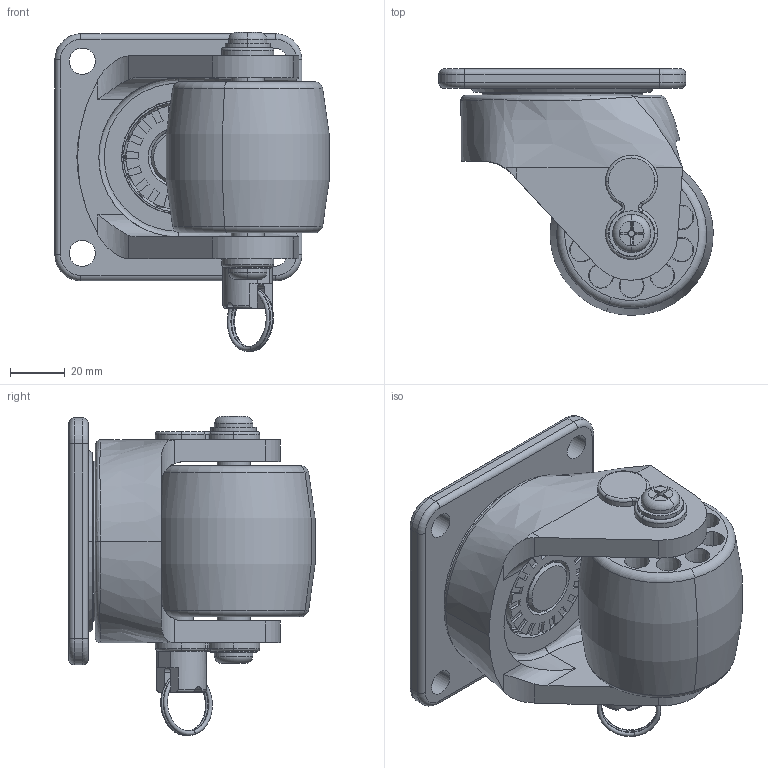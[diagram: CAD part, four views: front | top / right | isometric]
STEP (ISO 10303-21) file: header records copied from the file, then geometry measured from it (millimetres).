
FILE_DESCRIPTION (( 'STEP AP203' ), '1' );
FILE_NAME ('ACM-600FB ASSY R1.STEP', '2016-08-08T07:23:33', ( '' ), ( '' ), 'SwSTEP 2.0', 'SolidWorks 2016', '' );
FILE_SCHEMA (( 'CONFIG_CONTROL_DESIGN' ));
Length unit declared in the file: millimetre
Products named in the file (15): ACM-600FB ASSY R1; ACM-600F STEEL BALL-白6.37; ACM-600F NUT; ACM-600FB WHEEL(NYLON6); ACM-600FB BODY; ACM-600F TOP PLATE; ACM-600F PIN; BRAKE BLOCK_M14xP1.25_档搁摹荐(陛魂夸没馆康); ACM-600F PIN BOLT; new_PIN; ACM-600F STEEL BALL-白7.15; ring; ACM-600F Frame RING; ASSEMBLY2; ACM-600F Nut Ring
Assembly tree (49 placements, depth 3):
  ACM-600FB ASSY R1
    ACM-600FB BODY
    ACM-600F PIN
    ACM-600F PIN BOLT
    ACM-600F STEEL BALL-白7.15  x21
    ACM-600F Frame RING
    ACM-600F Nut Ring
    ACM-600F STEEL BALL-白6.37  x16
    ACM-600F NUT
    ACM-600FB WHEEL(NYLON6)
    ACM-600F TOP PLATE
    ASSEMBLY2
      BRAKE BLOCK_M14xP1.25_档搁摹荐(陛魂夸没馆康)
      new_PIN
      ring
Bounding box: 99.95 x 89.7 x 116.28 mm (x, y, z)
Volume: 314140.1 mm3; surface area: 91641.7 mm2
Topology: 48 solids, 48 shells, 787 faces, 2066 edges, 1363 vertices
Faces by surface type: plane 330, cylinder 154, bspline 103, sphere 74, torus 64, cone 62
Entity records: 32825 total; most frequent: CARTESIAN_POINT 13185, ORIENTED_EDGE 3618, DIRECTION 3439, EDGE_CURVE 1809, AXIS2_PLACEMENT_3D 1234, VERTEX_POINT 1182, LINE 971, VECTOR 971
